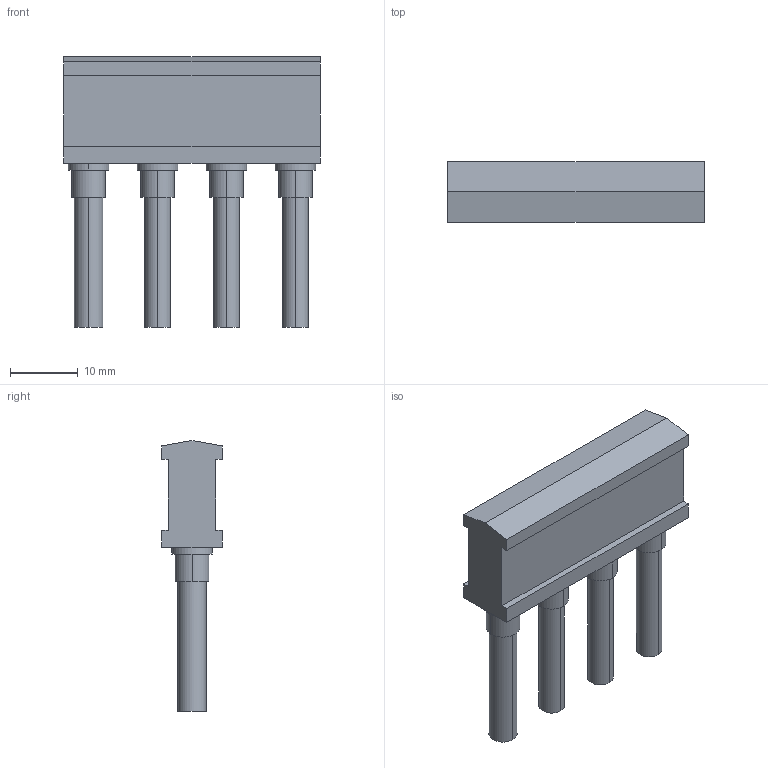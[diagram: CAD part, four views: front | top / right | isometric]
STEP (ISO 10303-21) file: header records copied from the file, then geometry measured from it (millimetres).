
FILE_DESCRIPTION(('Creo Elements/Direct Modeling STEP Export'),'2;1');
FILE_NAME('model.stp','2018-01-27T11:07:36',(''),(''),'Creo Elements/Direct Modeling STEP processor for AP214 (Solid Model)','Creo Elements/Direct Modeling 18.1I 14-Aug-2016 (C) Parametric Technology GmbH','');
FILE_SCHEMA(('AUTOMOTIVE_DESIGN { 1 0 10303 214 1 1 1 1 }'));
Length unit declared in the file: millimetre
Products named in the file (2): KSS-4-10-select
Assembly tree (1 placements, depth 2):
  KSS-4-10-select
    KSS-4-10-select
Bounding box: 38 x 9 x 40.09 mm (x, y, z)
Volume: 5820.5 mm3; surface area: 3488.9 mm2
Topology: 1 solids, 1 shells, 51 faces, 111 edges, 74 vertices
Faces by surface type: plane 27, cylinder 24
Entity records: 1716 total; most frequent: ORIENTED_EDGE 222, CARTESIAN_POINT 208, DIRECTION 205, EDGE_CURVE 111, VERTEX_POINT 74, AXIS2_PLACEMENT_3D 71, EDGE_LOOP 63, VECTOR 63
